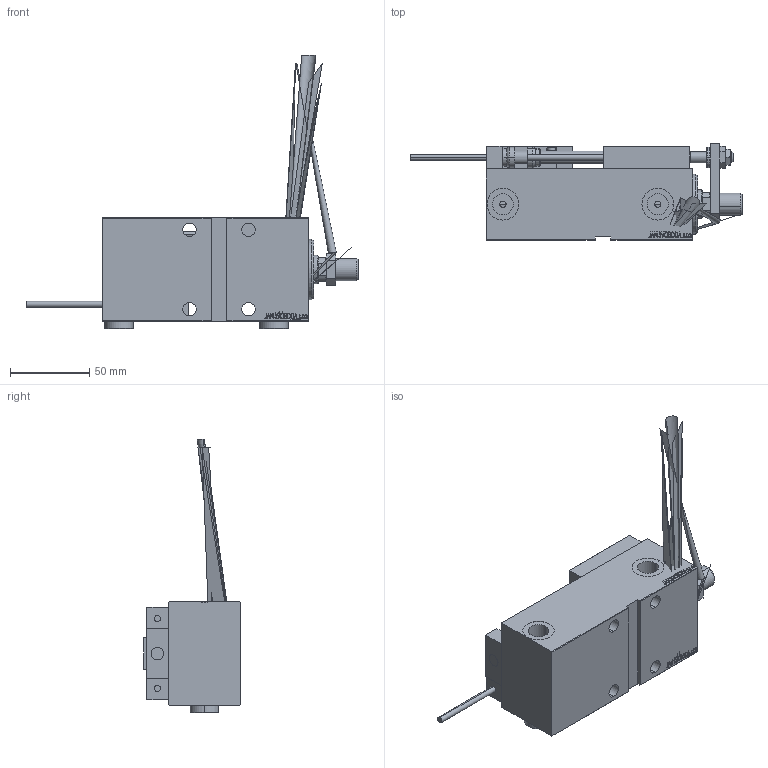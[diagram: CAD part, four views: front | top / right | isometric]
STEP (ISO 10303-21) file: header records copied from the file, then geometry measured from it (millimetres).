
FILE_DESCRIPTION (( 'STEP AP203' ), '1' );
FILE_NAME ('863f.STEP', '2024-02-13T08:26:30', ( '' ), ( '' ), 'SwSTEP 2.0', 'SolidWorks 2019', '' );
FILE_SCHEMA (( 'CONFIG_CONTROL_DESIGN' ));
Length unit declared in the file: millimetre
Products named in the file (18): SWITCH DIM B,W b044f3d328f583c0c59c0f7d4f4493e8; ALLEN BOLT D8 b044f3d328f583c0c59c0f7d4f4493e8; KONCOVKA b044f3d328f583c0c59c0f7d4f4493e8; V450CM_MALE_METRIC b044f3d328f583c0c59c0f7d4f4493e8; SWITCH X b044f3d328f583c0c59c0f7d4f4493e8; Zatka_OIL_PORT b044f3d328f583c0c59c0f7d4f4493e8; SWITCH_X_FRONT_BACK b044f3d328f583c0c59c0f7d4f4493e8; MAGNET b044f3d328f583c0c59c0f7d4f4493e8; V450CM_VC_G b044f3d328f583c0c59c0f7d4f4493e8; NUT_D12 b044f3d328f583c0c59c0f7d4f4493e8; TYC_L79 b044f3d328f583c0c59c0f7d4f4493e8; Block b044f3d328f583c0c59c0f7d4f4493e8; ZARAZKA b044f3d328f583c0c59c0f7d4f4493e8; V450CM_G_VCP b044f3d328f583c0c59c0f7d4f4493e8; NUT_D10 b044f3d328f583c0c59c0f7d4f4493e8; ALLEN BOLT D5 b044f3d328f583c0c59c0f7d4f4493e8; 863f; V450CM_G_Body b044f3d328f583c0c59c0f7d4f4493e8
Assembly tree (28 placements, depth 3):
  863f
    V450CM_G_Body b044f3d328f583c0c59c0f7d4f4493e8
    V450CM_G_VCP b044f3d328f583c0c59c0f7d4f4493e8
    V450CM_VC_G b044f3d328f583c0c59c0f7d4f4493e8
    SWITCH X b044f3d328f583c0c59c0f7d4f4493e8
      SWITCH_X_FRONT_BACK b044f3d328f583c0c59c0f7d4f4493e8  x2
      TYC_L79 b044f3d328f583c0c59c0f7d4f4493e8
      Block b044f3d328f583c0c59c0f7d4f4493e8  x2
      ALLEN BOLT D5 b044f3d328f583c0c59c0f7d4f4493e8  x4
      ALLEN BOLT D8 b044f3d328f583c0c59c0f7d4f4493e8  x4
      MAGNET b044f3d328f583c0c59c0f7d4f4493e8  x2
      KONCOVKA b044f3d328f583c0c59c0f7d4f4493e8  x2
    ZARAZKA b044f3d328f583c0c59c0f7d4f4493e8
    NUT_D10 b044f3d328f583c0c59c0f7d4f4493e8
    NUT_D12 b044f3d328f583c0c59c0f7d4f4493e8
    SWITCH DIM B,W b044f3d328f583c0c59c0f7d4f4493e8
    V450CM_MALE_METRIC b044f3d328f583c0c59c0f7d4f4493e8
    Zatka_OIL_PORT b044f3d328f583c0c59c0f7d4f4493e8  x2
Bounding box: 209 x 60.5 x 172.4 mm (x, y, z)
Volume: 416135 mm3; surface area: 94368.9 mm2
Topology: 27 solids, 27 shells, 1347 faces, 3207 edges, 2069 vertices
Faces by surface type: plane 604, bspline 380, cylinder 192, cone 121, torus 46, sphere 4
Entity records: 51323 total; most frequent: CARTESIAN_POINT 25685, ORIENTED_EDGE 5364, DIRECTION 3671, EDGE_CURVE 2682, VERTEX_POINT 1748, VECTOR 1555, LINE 1555, EDGE_LOOP 1240
